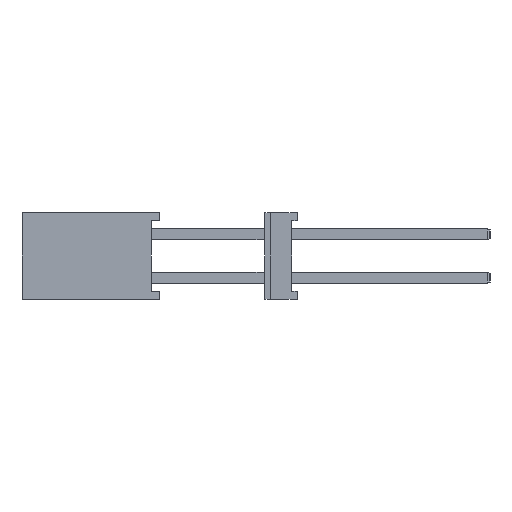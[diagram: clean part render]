
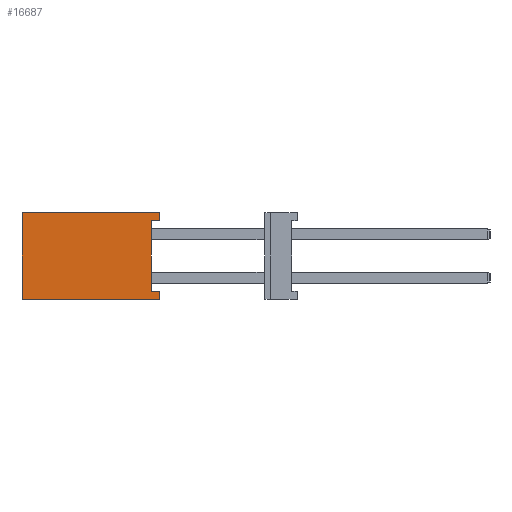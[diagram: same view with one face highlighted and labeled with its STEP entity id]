
A CAD part, left-side view. The second image highlights one B-rep face of the part: STEP entity #16687.
In plain terms, the highlighted planar face has unit normal (-1, 0, 0).
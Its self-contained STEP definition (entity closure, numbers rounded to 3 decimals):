
#1717 = EDGE_CURVE ( 'NONE', #32555, #29629, #42642, .T. ) ;
#2415 = CARTESIAN_POINT ( 'NONE',  ( 0., 0., -2. ) ) ;
#2813 = CARTESIAN_POINT ( 'NONE',  ( 0., 0., 2. ) ) ;
#4323 = VERTEX_POINT ( 'NONE', #8503 ) ;
#5051 = DIRECTION ( 'NONE',  ( 0., 0., 1. ) ) ;
#5092 = PLANE ( 'NONE',  #22468 ) ;
#5480 = CARTESIAN_POINT ( 'NONE',  ( 0., 0.381, -1.619 ) ) ;
#5610 = DIRECTION ( 'NONE',  ( 0., 1., 0. ) ) ;
#7271 = VERTEX_POINT ( 'NONE', #2813 ) ;
#7284 = VECTOR ( 'NONE', #37993, 1000. ) ;
#7342 = VECTOR ( 'NONE', #39954, 1000. ) ;
#7371 = DIRECTION ( 'NONE',  ( 0., -1., 0. ) ) ;
#7607 = VECTOR ( 'NONE', #47994, 1000. ) ;
#8184 = LINE ( 'NONE', #48317, #44582 ) ;
#8503 = CARTESIAN_POINT ( 'NONE',  ( 0., 0., 1.619 ) ) ;
#8538 = EDGE_CURVE ( 'NONE', #47971, #7271, #36448, .T. ) ;
#9818 = EDGE_CURVE ( 'NONE', #22710, #47971, #12656, .T. ) ;
#10396 = CARTESIAN_POINT ( 'NONE',  ( 0., 6.35, -2. ) ) ;
#12159 = EDGE_CURVE ( 'NONE', #45387, #29716, #16883, .T. ) ;
#12656 = LINE ( 'NONE', #20439, #48678 ) ;
#14201 = ORIENTED_EDGE ( 'NONE', *, *, #8538, .F. ) ;
#14309 = CARTESIAN_POINT ( 'NONE',  ( 0., 0.381, -1.619 ) ) ;
#16687 = ADVANCED_FACE ( 'NONE', ( #16746 ), #5092, .F. ) ;
#16746 = FACE_OUTER_BOUND ( 'NONE', #28602, .T. ) ;
#16799 = VECTOR ( 'NONE', #41491, 1000. ) ;
#16883 = LINE ( 'NONE', #5480, #7342 ) ;
#17426 = EDGE_CURVE ( 'NONE', #29629, #45387, #44350, .T. ) ;
#18316 = ORIENTED_EDGE ( 'NONE', *, *, #48263, .T. ) ;
#19715 = ORIENTED_EDGE ( 'NONE', *, *, #1717, .T. ) ;
#20439 = CARTESIAN_POINT ( 'NONE',  ( 0., 6.35, -2. ) ) ;
#21083 = ORIENTED_EDGE ( 'NONE', *, *, #30217, .T. ) ;
#21849 = CARTESIAN_POINT ( 'NONE',  ( 0., 0., -1.619 ) ) ;
#22468 = AXIS2_PLACEMENT_3D ( 'NONE', #44982, #28668, #5610 ) ;
#22710 = VERTEX_POINT ( 'NONE', #33174 ) ;
#24583 = DIRECTION ( 'NONE',  ( 0., 0., 1. ) ) ;
#25687 = LINE ( 'NONE', #10396, #16799 ) ;
#28602 = EDGE_LOOP ( 'NONE', ( #46716, #18316, #14201, #38642, #21083, #19715, #40198, #38432 ) ) ;
#28668 = DIRECTION ( 'NONE',  ( 1., 0., 0. ) ) ;
#29629 = VERTEX_POINT ( 'NONE', #21849 ) ;
#29716 = VERTEX_POINT ( 'NONE', #37931 ) ;
#30217 = EDGE_CURVE ( 'NONE', #22710, #32555, #25687, .T. ) ;
#32555 = VERTEX_POINT ( 'NONE', #2415 ) ;
#33174 = CARTESIAN_POINT ( 'NONE',  ( 0., 6.35, -2. ) ) ;
#33334 = CARTESIAN_POINT ( 'NONE',  ( 0., 6.35, 2. ) ) ;
#34360 = CARTESIAN_POINT ( 'NONE',  ( 0., 0., -2. ) ) ;
#36448 = LINE ( 'NONE', #47596, #40359 ) ;
#36831 = CARTESIAN_POINT ( 'NONE',  ( 0., 0., -1.619 ) ) ;
#37931 = CARTESIAN_POINT ( 'NONE',  ( 0., 0.381, 1.619 ) ) ;
#37993 = DIRECTION ( 'NONE',  ( 0., 0., 1. ) ) ;
#38432 = ORIENTED_EDGE ( 'NONE', *, *, #12159, .T. ) ;
#38642 = ORIENTED_EDGE ( 'NONE', *, *, #9818, .F. ) ;
#38719 = LINE ( 'NONE', #42861, #48511 ) ;
#39954 = DIRECTION ( 'NONE',  ( 0., 0., 1. ) ) ;
#40198 = ORIENTED_EDGE ( 'NONE', *, *, #17426, .T. ) ;
#40359 = VECTOR ( 'NONE', #47355, 1000. ) ;
#41491 = DIRECTION ( 'NONE',  ( 0., -1., 0. ) ) ;
#42642 = LINE ( 'NONE', #34360, #7284 ) ;
#42861 = CARTESIAN_POINT ( 'NONE',  ( 0., 0.381, 1.619 ) ) ;
#43754 = EDGE_CURVE ( 'NONE', #29716, #4323, #38719, .T. ) ;
#44350 = LINE ( 'NONE', #36831, #7607 ) ;
#44582 = VECTOR ( 'NONE', #5051, 1000. ) ;
#44982 = CARTESIAN_POINT ( 'NONE',  ( 0., 6.35, -2. ) ) ;
#45387 = VERTEX_POINT ( 'NONE', #14309 ) ;
#46716 = ORIENTED_EDGE ( 'NONE', *, *, #43754, .T. ) ;
#47355 = DIRECTION ( 'NONE',  ( 0., -1., 0. ) ) ;
#47596 = CARTESIAN_POINT ( 'NONE',  ( 0., 6.35, 2. ) ) ;
#47971 = VERTEX_POINT ( 'NONE', #33334 ) ;
#47994 = DIRECTION ( 'NONE',  ( 0., 1., 0. ) ) ;
#48263 = EDGE_CURVE ( 'NONE', #4323, #7271, #8184, .T. ) ;
#48317 = CARTESIAN_POINT ( 'NONE',  ( 0., 0., -2. ) ) ;
#48511 = VECTOR ( 'NONE', #7371, 1000. ) ;
#48678 = VECTOR ( 'NONE', #24583, 1000. ) ;
